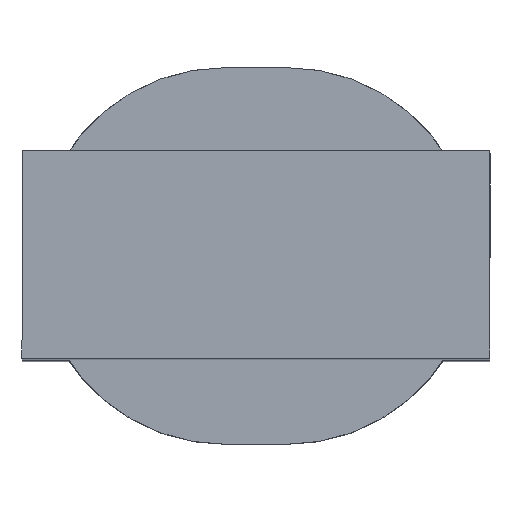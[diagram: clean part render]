
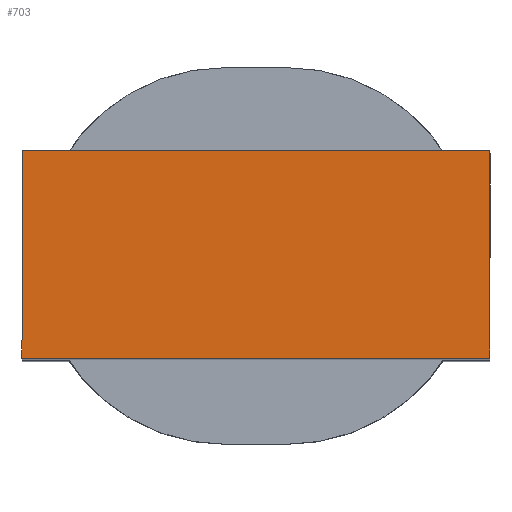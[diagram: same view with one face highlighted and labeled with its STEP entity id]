
A CAD part, top view. The second image highlights one B-rep face of the part: STEP entity #703.
In plain terms, the highlighted planar face has unit normal (0, 0, 1).
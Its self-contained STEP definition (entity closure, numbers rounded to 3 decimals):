
#73=FACE_OUTER_BOUND('',#115,.T.);
#115=EDGE_LOOP('',(#579,#580,#581,#582));
#172=LINE('',#1219,#242);
#174=LINE('',#1223,#244);
#176=LINE('',#1227,#246);
#178=LINE('',#1230,#248);
#242=VECTOR('',#1002,10.);
#244=VECTOR('',#1006,10.);
#246=VECTOR('',#1010,10.);
#248=VECTOR('',#1014,10.);
#339=VERTEX_POINT('',#1216);
#340=VERTEX_POINT('',#1218);
#341=VERTEX_POINT('',#1222);
#342=VERTEX_POINT('',#1226);
#420=EDGE_CURVE('',#340,#339,#172,.T.);
#422=EDGE_CURVE('',#341,#340,#174,.T.);
#424=EDGE_CURVE('',#342,#341,#176,.T.);
#426=EDGE_CURVE('',#339,#342,#178,.T.);
#579=ORIENTED_EDGE('',*,*,#426,.T.);
#580=ORIENTED_EDGE('',*,*,#424,.T.);
#581=ORIENTED_EDGE('',*,*,#422,.T.);
#582=ORIENTED_EDGE('',*,*,#420,.T.);
#669=PLANE('',#844);
#703=ADVANCED_FACE('',(#73),#669,.T.);
#844=AXIS2_PLACEMENT_3D('',#1231,#1015,#1016);
#1002=DIRECTION('',(0.,1.,0.));
#1006=DIRECTION('',(1.,0.,0.));
#1010=DIRECTION('',(0.,-1.,0.));
#1014=DIRECTION('',(-1.,0.,0.));
#1015=DIRECTION('center_axis',(0.,0.,1.));
#1016=DIRECTION('ref_axis',(1.,0.,0.));
#1216=CARTESIAN_POINT('',(11.43,5.08,52.92));
#1218=CARTESIAN_POINT('',(11.43,-5.08,52.92));
#1219=CARTESIAN_POINT('',(11.43,5.08,52.92));
#1222=CARTESIAN_POINT('',(-11.43,-5.08,52.92));
#1223=CARTESIAN_POINT('',(11.43,-5.08,52.92));
#1226=CARTESIAN_POINT('',(-11.43,5.08,52.92));
#1227=CARTESIAN_POINT('',(-11.43,-5.08,52.92));
#1230=CARTESIAN_POINT('',(-11.43,5.08,52.92));
#1231=CARTESIAN_POINT('Origin',(0.,0.,52.92));
